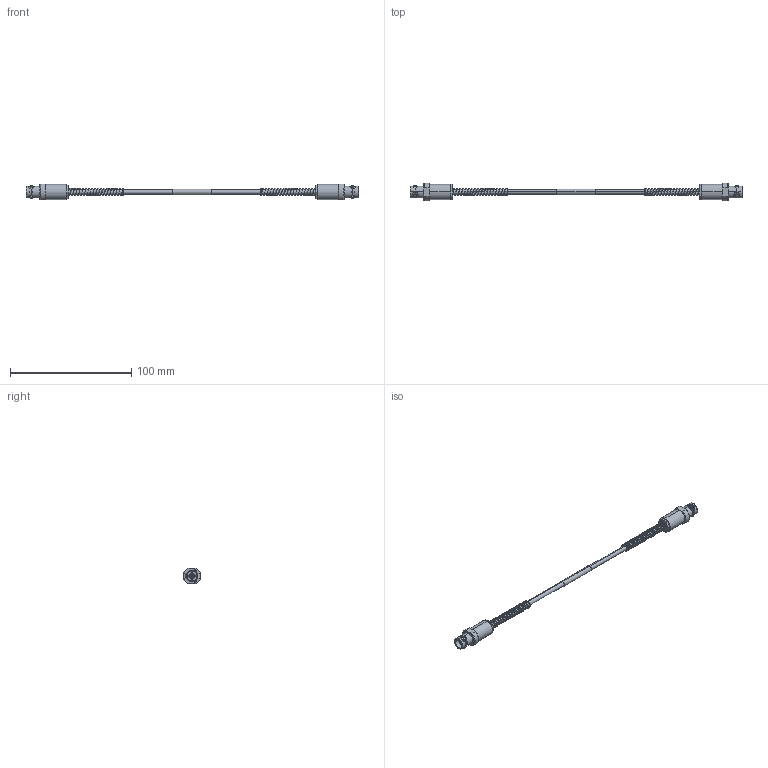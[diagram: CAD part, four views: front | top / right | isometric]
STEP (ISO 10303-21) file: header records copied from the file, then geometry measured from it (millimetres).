
FILE_DESCRIPTION (( 'STEP AP214' ), '1' );
FILE_NAME ('FM3MSA00486_3D.step', '2023-08-21T22:27:22', ( '' ), ( '' ), 'SwSTEP 2.0', 'SolidWorks 2022', '' );
FILE_SCHEMA (( 'AUTOMOTIVE_DESIGN' ));
Length unit declared in the file: inch
Products named in the file (7): Copy of 10-06575-XXX-MA3^Copy of 10-06575-XXX_FM3MSA00486; Copy of 10-06575-XXX^FM3MSA00486_With Strain Relief; Copy of 10-06575-XXX-MA1^Copy of 10-06575-XXX_FM3MSA00486; Copy of 1AW01-003^FM3MSA00486_.182 ID x .75" long; FM3MSA00486_3D; Copy of 30-02003^FM3MSA00486_8"; Copy of 10-06575-XXX-MA2^Copy of 10-06575-XXX_FM3MSA00486_With Strain Relief
Assembly tree (7 placements, depth 3):
  FM3MSA00486_3D
    Copy of 30-02003^FM3MSA00486_8"
    Copy of 1AW01-003^FM3MSA00486_.182 ID x .75" long
    Copy of 10-06575-XXX^FM3MSA00486_With Strain Relief  x2
      Copy of 10-06575-XXX-MA1^Copy of 10-06575-XXX_FM3MSA00486
      Copy of 10-06575-XXX-MA2^Copy of 10-06575-XXX_FM3MSA00486_With Strain Relief
      Copy of 10-06575-XXX-MA3^Copy of 10-06575-XXX_FM3MSA00486
Bounding box: 273.56 x 14.45 x 12.7 mm (x, y, z)
Volume: 9390.6 mm3; surface area: 11197.4 mm2
Topology: 8 solids, 8 shells, 296 faces, 684 edges, 432 vertices
Faces by surface type: cylinder 98, plane 86, cone 84, torus 20, bspline 8
Entity records: 16245 total; most frequent: CARTESIAN_POINT 12397, DIRECTION 735, ORIENTED_EDGE 692, EDGE_CURVE 346, AXIS2_PLACEMENT_3D 313, VERTEX_POINT 220, EDGE_LOOP 172, CIRCLE 154
